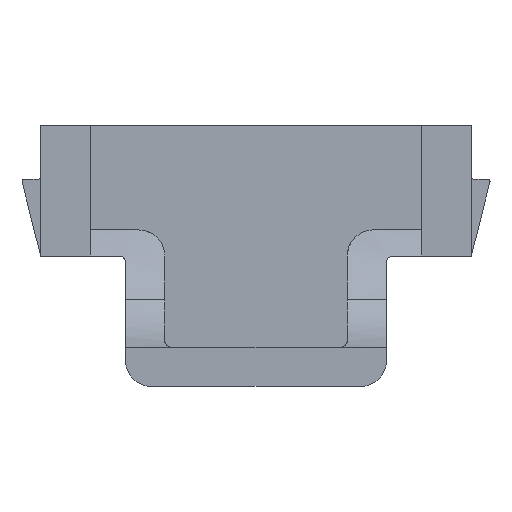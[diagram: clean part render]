
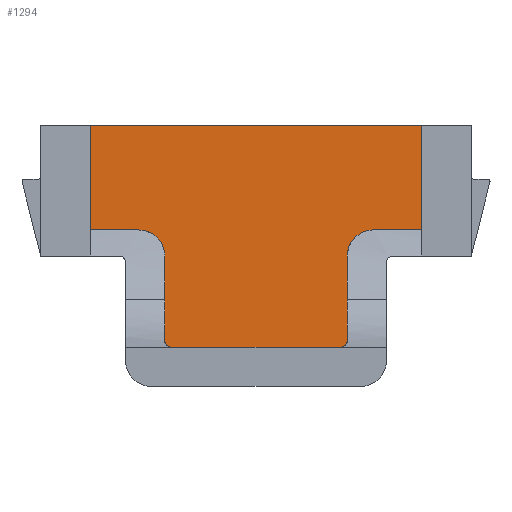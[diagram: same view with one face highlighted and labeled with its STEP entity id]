
A CAD part, left-side view. The second image highlights one B-rep face of the part: STEP entity #1294.
In plain terms, the highlighted planar face has unit normal (-1, 0, 0).
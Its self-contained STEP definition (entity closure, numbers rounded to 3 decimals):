
#52=CIRCLE('',#1376,2.);
#53=CIRCLE('',#1377,0.5);
#54=CIRCLE('',#1378,0.5);
#55=CIRCLE('',#1379,2.);
#124=ORIENTED_EDGE('',*,*,#520,.T.);
#125=ORIENTED_EDGE('',*,*,#521,.F.);
#126=ORIENTED_EDGE('',*,*,#522,.F.);
#127=ORIENTED_EDGE('',*,*,#523,.F.);
#128=ORIENTED_EDGE('',*,*,#524,.F.);
#129=ORIENTED_EDGE('',*,*,#525,.T.);
#130=ORIENTED_EDGE('',*,*,#526,.F.);
#131=ORIENTED_EDGE('',*,*,#527,.T.);
#132=ORIENTED_EDGE('',*,*,#528,.F.);
#133=ORIENTED_EDGE('',*,*,#529,.F.);
#134=ORIENTED_EDGE('',*,*,#530,.F.);
#135=ORIENTED_EDGE('',*,*,#531,.F.);
#520=EDGE_CURVE('',#718,#719,#850,.T.);
#521=EDGE_CURVE('',#720,#719,#851,.T.);
#522=EDGE_CURVE('',#721,#720,#852,.T.);
#523=EDGE_CURVE('',#722,#721,#52,.T.);
#524=EDGE_CURVE('',#723,#722,#853,.T.);
#525=EDGE_CURVE('',#723,#724,#53,.T.);
#526=EDGE_CURVE('',#725,#724,#854,.T.);
#527=EDGE_CURVE('',#725,#726,#54,.T.);
#528=EDGE_CURVE('',#727,#726,#855,.T.);
#529=EDGE_CURVE('',#728,#727,#55,.T.);
#530=EDGE_CURVE('',#729,#728,#856,.T.);
#531=EDGE_CURVE('',#718,#729,#857,.T.);
#718=VERTEX_POINT('',#1920);
#719=VERTEX_POINT('',#1921);
#720=VERTEX_POINT('',#1923);
#721=VERTEX_POINT('',#1925);
#722=VERTEX_POINT('',#1927);
#723=VERTEX_POINT('',#1929);
#724=VERTEX_POINT('',#1931);
#725=VERTEX_POINT('',#1933);
#726=VERTEX_POINT('',#1935);
#727=VERTEX_POINT('',#1937);
#728=VERTEX_POINT('',#1939);
#729=VERTEX_POINT('',#1941);
#850=LINE('',#1919,#994);
#851=LINE('',#1922,#995);
#852=LINE('',#1924,#996);
#853=LINE('',#1928,#997);
#854=LINE('',#1932,#998);
#855=LINE('',#1936,#999);
#856=LINE('',#1940,#1000);
#857=LINE('',#1942,#1001);
#994=VECTOR('',#1521,1000.);
#995=VECTOR('',#1522,1000.);
#996=VECTOR('',#1523,1000.);
#997=VECTOR('',#1526,1000.);
#998=VECTOR('',#1529,1000.);
#999=VECTOR('',#1532,1000.);
#1000=VECTOR('',#1535,1000.);
#1001=VECTOR('',#1536,1000.);
#1116=EDGE_LOOP('',(#124,#125,#126,#127,#128,#129,#130,#131,#132,#133,#134,
#135));
#1184=FACE_BOUND('',#1116,.T.);
#1252=PLANE('',#1375);
#1294=ADVANCED_FACE('',(#1184),#1252,.T.);
#1375=AXIS2_PLACEMENT_3D('',#1918,#1519,#1520);
#1376=AXIS2_PLACEMENT_3D('',#1926,#1524,#1525);
#1377=AXIS2_PLACEMENT_3D('',#1930,#1527,#1528);
#1378=AXIS2_PLACEMENT_3D('',#1934,#1530,#1531);
#1379=AXIS2_PLACEMENT_3D('',#1938,#1533,#1534);
#1519=DIRECTION('',(-1.,0.,0.));
#1520=DIRECTION('',(0.,0.,1.));
#1521=DIRECTION('',(0.,1.,0.));
#1522=DIRECTION('',(0.,0.,1.));
#1523=DIRECTION('',(0.,1.,0.));
#1524=DIRECTION('',(-1.,0.,0.));
#1525=DIRECTION('',(0.,-1.,0.));
#1526=DIRECTION('',(0.,0.,1.));
#1527=DIRECTION('',(-1.,0.,0.));
#1528=DIRECTION('',(0.,-1.,0.));
#1529=DIRECTION('',(0.,1.,0.));
#1530=DIRECTION('',(-1.,0.,0.));
#1531=DIRECTION('',(0.,-1.,0.));
#1532=DIRECTION('',(0.,0.,-1.));
#1533=DIRECTION('',(-1.,0.,0.));
#1534=DIRECTION('',(0.,-1.,0.));
#1535=DIRECTION('',(0.,1.,0.));
#1536=DIRECTION('',(0.,0.,-1.));
#1918=CARTESIAN_POINT('',(-4.,10.5,9.5));
#1919=CARTESIAN_POINT('',(-4.,-16.5,20.));
#1920=CARTESIAN_POINT('',(-4.,-12.7,20.));
#1921=CARTESIAN_POINT('',(-4.,12.7,20.));
#1922=CARTESIAN_POINT('',(-4.,12.7,10.));
#1923=CARTESIAN_POINT('',(-4.,12.7,12.));
#1924=CARTESIAN_POINT('',(-4.,9.,12.));
#1925=CARTESIAN_POINT('',(-4.,9.,12.));
#1926=CARTESIAN_POINT('',(-4.,9.,10.));
#1927=CARTESIAN_POINT('',(-4.,7.,10.));
#1928=CARTESIAN_POINT('',(-4.,7.,3.5));
#1929=CARTESIAN_POINT('',(-4.,7.,3.5));
#1930=CARTESIAN_POINT('',(-4.,6.5,3.5));
#1931=CARTESIAN_POINT('',(-4.,6.5,3.));
#1932=CARTESIAN_POINT('',(-4.,-6.5,3.));
#1933=CARTESIAN_POINT('',(-4.,-6.5,3.));
#1934=CARTESIAN_POINT('',(-4.,-6.5,3.5));
#1935=CARTESIAN_POINT('',(-4.,-7.,3.5));
#1936=CARTESIAN_POINT('',(-4.,-7.,10.));
#1937=CARTESIAN_POINT('',(-4.,-7.,10.));
#1938=CARTESIAN_POINT('',(-4.,-9.,10.));
#1939=CARTESIAN_POINT('',(-4.,-9.,12.));
#1940=CARTESIAN_POINT('',(-4.,-16.5,12.));
#1941=CARTESIAN_POINT('',(-4.,-12.7,12.));
#1942=CARTESIAN_POINT('',(-4.,-12.7,20.));
